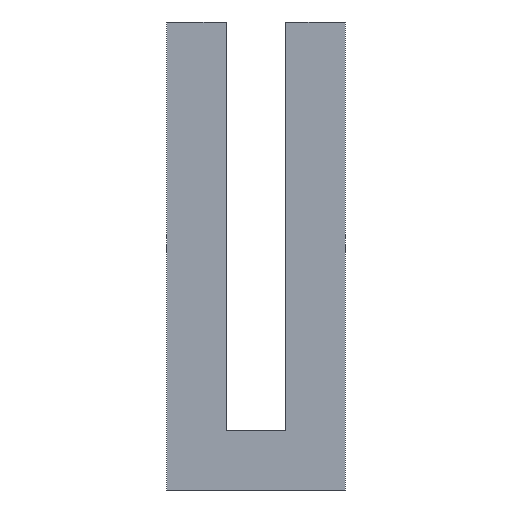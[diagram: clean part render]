
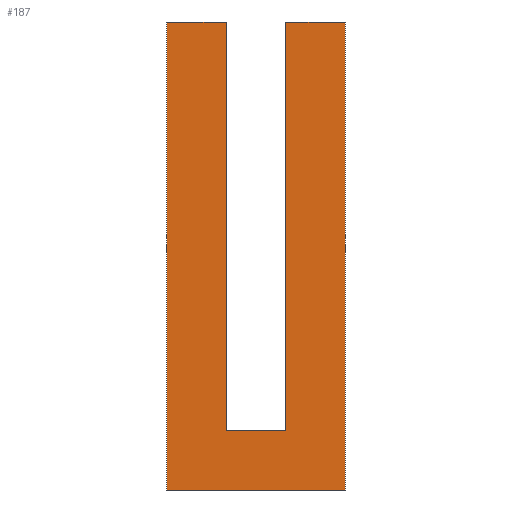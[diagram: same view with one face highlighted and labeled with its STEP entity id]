
A CAD part, left-side view. The second image highlights one B-rep face of the part: STEP entity #187.
In plain terms, the highlighted planar face has unit normal (-1, 0, 0).
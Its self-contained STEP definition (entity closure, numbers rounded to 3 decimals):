
#21=FACE_OUTER_BOUND('',#31,.T.);
#31=EDGE_LOOP('',(#151,#152,#153,#154,#155,#156,#157,#158));
#38=LINE('',#270,#62);
#39=LINE('',#273,#63);
#48=LINE('',#291,#72);
#50=LINE('',#295,#74);
#53=LINE('',#300,#77);
#54=LINE('',#304,#78);
#55=LINE('',#305,#79);
#56=LINE('',#306,#80);
#62=VECTOR('',#222,10.);
#63=VECTOR('',#225,10.);
#72=VECTOR('',#238,10.);
#74=VECTOR('',#242,10.);
#77=VECTOR('',#247,10.);
#78=VECTOR('',#250,10.);
#79=VECTOR('',#251,10.);
#80=VECTOR('',#252,10.);
#84=VERTEX_POINT('',#264);
#86=VERTEX_POINT('',#268);
#87=VERTEX_POINT('',#272);
#94=VERTEX_POINT('',#290);
#95=VERTEX_POINT('',#294);
#96=VERTEX_POINT('',#298);
#97=VERTEX_POINT('',#302);
#98=VERTEX_POINT('',#303);
#102=EDGE_CURVE('',#84,#86,#38,.T.);
#103=EDGE_CURVE('',#87,#86,#39,.T.);
#112=EDGE_CURVE('',#84,#94,#48,.T.);
#114=EDGE_CURVE('',#94,#95,#50,.T.);
#117=EDGE_CURVE('',#95,#96,#53,.T.);
#118=EDGE_CURVE('',#97,#98,#54,.T.);
#119=EDGE_CURVE('',#98,#96,#55,.T.);
#120=EDGE_CURVE('',#97,#87,#56,.T.);
#151=ORIENTED_EDGE('',*,*,#118,.T.);
#152=ORIENTED_EDGE('',*,*,#119,.T.);
#153=ORIENTED_EDGE('',*,*,#117,.F.);
#154=ORIENTED_EDGE('',*,*,#114,.F.);
#155=ORIENTED_EDGE('',*,*,#112,.F.);
#156=ORIENTED_EDGE('',*,*,#102,.T.);
#157=ORIENTED_EDGE('',*,*,#103,.F.);
#158=ORIENTED_EDGE('',*,*,#120,.F.);
#177=PLANE('',#211);
#187=ADVANCED_FACE('',(#21),#177,.T.);
#211=AXIS2_PLACEMENT_3D('',#301,#248,#249);
#222=DIRECTION('',(0.,0.,1.));
#225=DIRECTION('',(0.,-1.,0.));
#238=DIRECTION('',(0.,-1.,0.));
#242=DIRECTION('',(0.,0.,1.));
#247=DIRECTION('',(0.,-1.,0.));
#248=DIRECTION('center_axis',(-1.,0.,0.));
#249=DIRECTION('ref_axis',(0.,-1.,0.));
#250=DIRECTION('',(0.,-1.,0.));
#251=DIRECTION('',(0.,0.,1.));
#252=DIRECTION('',(0.,0.,1.));
#264=CARTESIAN_POINT('',(0.,1.4,1.4));
#268=CARTESIAN_POINT('',(0.,1.4,11.));
#270=CARTESIAN_POINT('',(0.,1.4,0.));
#272=CARTESIAN_POINT('',(0.,2.8,11.));
#273=CARTESIAN_POINT('',(0.,2.8,11.));
#290=CARTESIAN_POINT('',(0.,0.,1.4));
#291=CARTESIAN_POINT('',(0.,2.8,1.4));
#294=CARTESIAN_POINT('',(0.,0.,11.));
#295=CARTESIAN_POINT('',(0.,0.,0.));
#298=CARTESIAN_POINT('',(0.,-1.4,11.));
#300=CARTESIAN_POINT('',(0.,-1.4,11.));
#301=CARTESIAN_POINT('Origin',(0.,2.8,0.));
#302=CARTESIAN_POINT('',(0.,2.8,0.));
#303=CARTESIAN_POINT('',(0.,-1.4,0.));
#304=CARTESIAN_POINT('',(0.,2.8,0.));
#305=CARTESIAN_POINT('',(0.,-1.4,0.));
#306=CARTESIAN_POINT('',(0.,2.8,0.));
